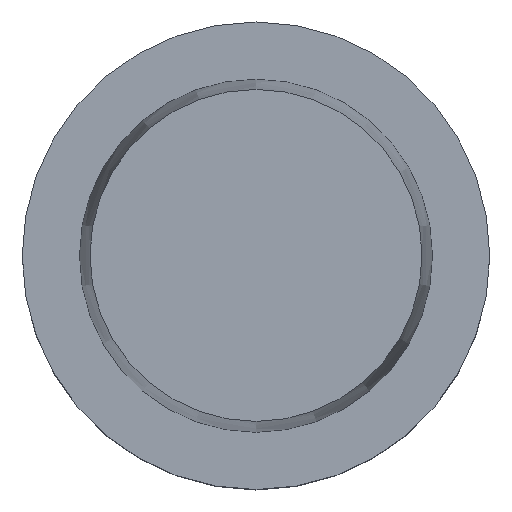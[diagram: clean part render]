
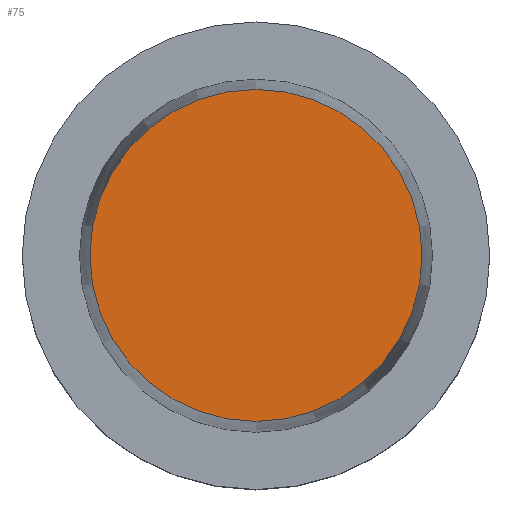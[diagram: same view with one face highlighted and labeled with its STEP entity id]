
A CAD part, top view. The second image highlights one B-rep face of the part: STEP entity #75.
In plain terms, the highlighted planar face has unit normal (0, 0, 1).
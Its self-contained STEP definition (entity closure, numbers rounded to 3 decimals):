
#75=ADVANCED_FACE('',(#96),#97,.T.);
#96=FACE_OUTER_BOUND('',#154,.T.);
#97=PLANE('',#155);
#154=EDGE_LOOP('',(#212));
#155=AXIS2_PLACEMENT_3D('',#213,#214,#215);
#212=ORIENTED_EDGE('',*,*,#310,.T.);
#213=CARTESIAN_POINT('',(0.,7.1,20.0));
#214=DIRECTION('',(0.,0.,1.0));
#215=DIRECTION('',(0.,1.0,0.));
#310=EDGE_CURVE('',#329,#329,#330,.T.);
#329=VERTEX_POINT('',#367);
#330=CIRCLE('',#368,14.2);
#367=CARTESIAN_POINT('',(0.,14.2,20.0));
#368=AXIS2_PLACEMENT_3D('',#405,#406,#407);
#405=CARTESIAN_POINT('',(0.,0.,20.0));
#406=DIRECTION('',(0.,0.,1.0));
#407=DIRECTION('',(0.,1.0,0.));
